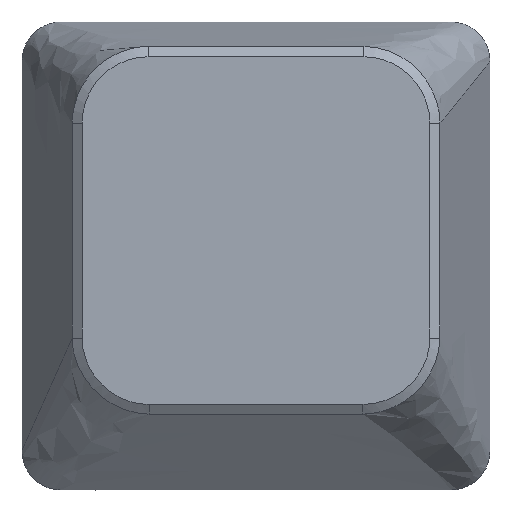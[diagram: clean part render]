
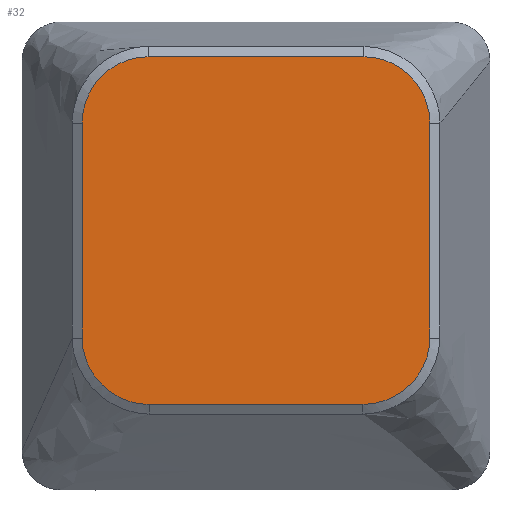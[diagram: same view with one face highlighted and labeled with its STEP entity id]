
A CAD part, top view. The second image highlights one B-rep face of the part: STEP entity #32.
In plain terms, the highlighted planar face has unit normal (0, 0, 1).
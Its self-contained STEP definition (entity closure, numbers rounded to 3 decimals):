
#32=ADVANCED_FACE('',(#86),#849,.T.);
#86=FACE_OUTER_BOUND('',#142,.T.);
#142=EDGE_LOOP('',(#228,#229,#230,#231,#232,#233,#234,#235));
#228=ORIENTED_EDGE('',*,*,#478,.T.);
#229=ORIENTED_EDGE('',*,*,#498,.T.);
#230=ORIENTED_EDGE('',*,*,#496,.T.);
#231=ORIENTED_EDGE('',*,*,#494,.T.);
#232=ORIENTED_EDGE('',*,*,#492,.T.);
#233=ORIENTED_EDGE('',*,*,#475,.T.);
#234=ORIENTED_EDGE('',*,*,#489,.T.);
#235=ORIENTED_EDGE('',*,*,#487,.T.);
#475=EDGE_CURVE('',#749,#748,#637,.T.);
#478=EDGE_CURVE('',#739,#753,#640,.T.);
#487=EDGE_CURVE('',#747,#739,#649,.T.);
#489=EDGE_CURVE('',#748,#747,#651,.T.);
#492=EDGE_CURVE('',#750,#749,#654,.T.);
#494=EDGE_CURVE('',#751,#750,#656,.T.);
#496=EDGE_CURVE('',#752,#751,#658,.T.);
#498=EDGE_CURVE('',#753,#752,#660,.T.);
#637=B_SPLINE_CURVE_WITH_KNOTS('',3,(#1323,#1324,#1325,#1326),
 .UNSPECIFIED.,.F.,.F.,(4,4),(-20.393,-12.086),
 .UNSPECIFIED.);
#640=B_SPLINE_CURVE_WITH_KNOTS('',3,(#1333,#1334,#1335,#1336,#1337),
 .UNSPECIFIED.,.F.,.F.,(4,1,4),(-48.917,-46.906,-44.896),
 .UNSPECIFIED.);
#649=B_SPLINE_CURVE_WITH_KNOTS('',3,(#1372,#1373,#1374,#1375),
 .UNSPECIFIED.,.F.,.F.,(4,4),(-8.095,0.17),
 .UNSPECIFIED.);
#651=B_SPLINE_CURVE_WITH_KNOTS('',3,(#1378,#1379,#1380,#1381,#1382),
 .UNSPECIFIED.,.F.,.F.,(4,1,4),(-12.086,-10.092,-8.095),
 .UNSPECIFIED.);
#654=B_SPLINE_CURVE_WITH_KNOTS('',3,(#1387,#1388,#1389,#1390,#1391),
 .UNSPECIFIED.,.F.,.F.,(4,1,4),(-24.384,-22.386,-20.393),
 .UNSPECIFIED.);
#656=B_SPLINE_CURVE_WITH_KNOTS('',3,(#1394,#1395,#1396,#1397),
 .UNSPECIFIED.,.F.,.F.,(4,4),(-32.649,-24.384),
 .UNSPECIFIED.);
#658=B_SPLINE_CURVE_WITH_KNOTS('',3,(#1400,#1401,#1402,#1403,#1404),
 .UNSPECIFIED.,.F.,.F.,(4,1,4),(-36.669,-34.66,-32.649),
 .UNSPECIFIED.);
#660=B_SPLINE_CURVE_WITH_KNOTS('',3,(#1407,#1408,#1409,#1410),
 .UNSPECIFIED.,.F.,.F.,(4,4),(-44.896,-36.669),
 .UNSPECIFIED.);
#739=VERTEX_POINT('',#1191);
#747=VERTEX_POINT('',#1199);
#748=VERTEX_POINT('',#1200);
#749=VERTEX_POINT('',#1201);
#750=VERTEX_POINT('',#1202);
#751=VERTEX_POINT('',#1203);
#752=VERTEX_POINT('',#1204);
#753=VERTEX_POINT('',#1205);
#849=PLANE('',#909);
#909=AXIS2_PLACEMENT_3D('',#1143,#952,$);
#952=DIRECTION('',(0.,0.,1.));
#1143=CARTESIAN_POINT('',(-50.14,46.14,14.));
#1191=CARTESIAN_POINT('',(-49.688,34.83,14.));
#1199=CARTESIAN_POINT('',(-49.688,43.095,14.));
#1200=CARTESIAN_POINT('',(-47.153,45.647,14.));
#1201=CARTESIAN_POINT('',(-38.847,45.647,14.));
#1202=CARTESIAN_POINT('',(-36.312,43.095,14.));
#1203=CARTESIAN_POINT('',(-36.312,34.83,14.));
#1204=CARTESIAN_POINT('',(-38.886,32.277,14.));
#1205=CARTESIAN_POINT('',(-47.114,32.277,14.));
#1323=CARTESIAN_POINT('',(-38.847,45.647,14.));
#1324=CARTESIAN_POINT('',(-41.616,45.647,14.));
#1325=CARTESIAN_POINT('',(-44.384,45.647,14.));
#1326=CARTESIAN_POINT('',(-47.153,45.647,14.));
#1333=CARTESIAN_POINT('',(-49.688,34.83,14.));
#1334=CARTESIAN_POINT('',(-49.691,34.157,14.));
#1335=CARTESIAN_POINT('',(-49.112,32.835,14.));
#1336=CARTESIAN_POINT('',(-47.785,32.274,14.));
#1337=CARTESIAN_POINT('',(-47.114,32.277,14.));
#1372=CARTESIAN_POINT('',(-49.688,43.095,14.));
#1373=CARTESIAN_POINT('',(-49.688,40.34,14.));
#1374=CARTESIAN_POINT('',(-49.688,37.585,14.));
#1375=CARTESIAN_POINT('',(-49.688,34.83,14.));
#1378=CARTESIAN_POINT('',(-47.153,45.647,14.));
#1379=CARTESIAN_POINT('',(-47.82,45.651,14.));
#1380=CARTESIAN_POINT('',(-49.136,45.082,14.));
#1381=CARTESIAN_POINT('',(-49.691,43.762,14.));
#1382=CARTESIAN_POINT('',(-49.688,43.095,14.));
#1387=CARTESIAN_POINT('',(-36.312,43.095,14.));
#1388=CARTESIAN_POINT('',(-36.309,43.762,14.));
#1389=CARTESIAN_POINT('',(-36.864,45.082,14.));
#1390=CARTESIAN_POINT('',(-38.18,45.651,14.));
#1391=CARTESIAN_POINT('',(-38.847,45.647,14.));
#1394=CARTESIAN_POINT('',(-36.312,34.83,14.));
#1395=CARTESIAN_POINT('',(-36.312,37.585,14.));
#1396=CARTESIAN_POINT('',(-36.312,40.34,14.));
#1397=CARTESIAN_POINT('',(-36.312,43.095,14.));
#1400=CARTESIAN_POINT('',(-38.886,32.277,14.));
#1401=CARTESIAN_POINT('',(-38.215,32.274,14.));
#1402=CARTESIAN_POINT('',(-36.888,32.835,14.));
#1403=CARTESIAN_POINT('',(-36.309,34.157,14.));
#1404=CARTESIAN_POINT('',(-36.312,34.83,14.));
#1407=CARTESIAN_POINT('',(-47.114,32.277,14.));
#1408=CARTESIAN_POINT('',(-44.371,32.277,14.));
#1409=CARTESIAN_POINT('',(-41.629,32.277,14.));
#1410=CARTESIAN_POINT('',(-38.886,32.277,14.));
